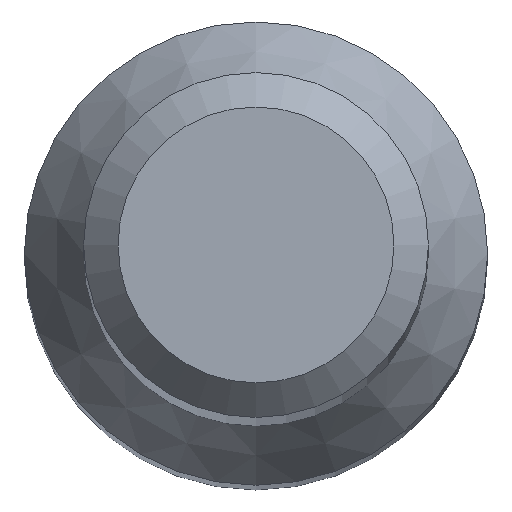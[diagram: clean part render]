
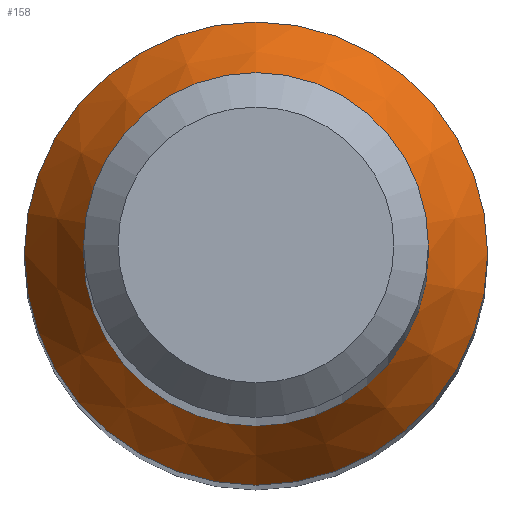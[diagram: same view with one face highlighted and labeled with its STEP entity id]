
A CAD part, top view. The second image highlights one B-rep face of the part: STEP entity #158.
In plain terms, the highlighted conical face has half-angle 30 degrees and reference radius 1.25 mm.
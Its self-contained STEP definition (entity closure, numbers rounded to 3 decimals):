
#2 = AXIS2_PLACEMENT_3D ( 'NONE', #84, #235, #189 ) ;
#7 = CARTESIAN_POINT ( 'NONE',  ( 0., 1.25, 20.743 ) ) ;
#24 = ORIENTED_EDGE ( 'NONE', *, *, #218, .F. ) ;
#27 = CARTESIAN_POINT ( 'NONE',  ( 0., 0., 20.743 ) ) ;
#41 = CARTESIAN_POINT ( 'NONE',  ( 0., 1.679, 20. ) ) ;
#49 = CONICAL_SURFACE ( 'NONE', #185, 1.25, 0.524 ) ;
#76 = CIRCLE ( 'NONE', #2, 1.25 ) ;
#84 = CARTESIAN_POINT ( 'NONE',  ( 0., 0., 20.743 ) ) ;
#100 = AXIS2_PLACEMENT_3D ( 'NONE', #150, #151, #224 ) ;
#109 = DIRECTION ( 'NONE',  ( 0., 0., -1. ) ) ;
#110 = ORIENTED_EDGE ( 'NONE', *, *, #127, .T. ) ;
#125 = FACE_OUTER_BOUND ( 'NONE', #201, .T. ) ;
#127 = EDGE_CURVE ( 'NONE', #196, #196, #76, .T. ) ;
#150 = CARTESIAN_POINT ( 'NONE',  ( 0., 0., 20. ) ) ;
#151 = DIRECTION ( 'NONE',  ( 0., 0., -1. ) ) ;
#153 = FACE_BOUND ( 'NONE', #168, .T. ) ;
#158 = ADVANCED_FACE ( 'NONE', ( #125, #153 ), #49, .T. ) ;
#168 = EDGE_LOOP ( 'NONE', ( #110 ) ) ;
#174 = DIRECTION ( 'NONE',  ( 0., 1., 0. ) ) ;
#185 = AXIS2_PLACEMENT_3D ( 'NONE', #27, #109, #174 ) ;
#189 = DIRECTION ( 'NONE',  ( 0., 1., 0. ) ) ;
#196 = VERTEX_POINT ( 'NONE', #7 ) ;
#197 = VERTEX_POINT ( 'NONE', #41 ) ;
#199 = CIRCLE ( 'NONE', #100, 1.679 ) ;
#201 = EDGE_LOOP ( 'NONE', ( #24 ) ) ;
#218 = EDGE_CURVE ( 'NONE', #197, #197, #199, .T. ) ;
#224 = DIRECTION ( 'NONE',  ( 0., 1., 0. ) ) ;
#235 = DIRECTION ( 'NONE',  ( 0., 0., -1. ) ) ;
